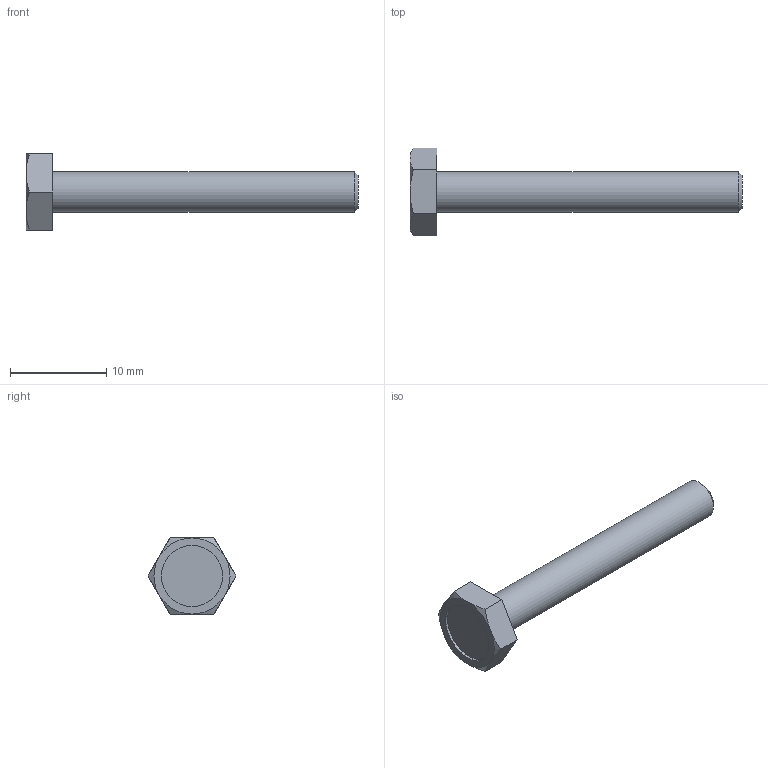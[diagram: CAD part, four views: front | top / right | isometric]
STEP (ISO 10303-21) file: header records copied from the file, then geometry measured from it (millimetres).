
FILE_DESCRIPTION(/* description */ ('Indented Large Hex Head Machine Screw - UNC (Regular Thread - Inch)'),/* implementation_level */ '2;1');
FILE_NAME(/* name */ 'ANSI B18.6.3 - 8-32 UNC - 1.25(30).ipt.stp',/* time_stamp */ '2016-01-07T16:43:09-08:00',/* author */ ('Phillip'),/* organization */ (''),/* preprocessor_version */ 'ST-DEVELOPER v16.1',/* originating_system */ 'Autodesk Inventor 2016',/* authorisation */ '');
FILE_SCHEMA (('AUTOMOTIVE_DESIGN { 1 0 10303 214 3 1 1 }'));
Length unit declared in the file: inch
Products named in the file (1): ANSI B18.6.3 - 8-32 UNC - 1.25(30)
Bounding box: 34.54 x 9.15 x 7.92 mm (x, y, z)
Volume: 574.3 mm3; surface area: 600.8 mm2
Topology: 1 solids, 1 shells, 19 faces, 38 edges, 23 vertices
Faces by surface type: plane 10, cone 7, cylinder 2
Full cylindrical faces by diameter (mm): 4.166 x1, 6.34 x1
Entity records: 486 total; most frequent: CARTESIAN_POINT 102, DIRECTION 74, ORIENTED_EDGE 70, EDGE_CURVE 35, AXIS2_PLACEMENT_3D 31, EDGE_LOOP 24, VERTEX_POINT 23, FACE_OUTER_BOUND 19
